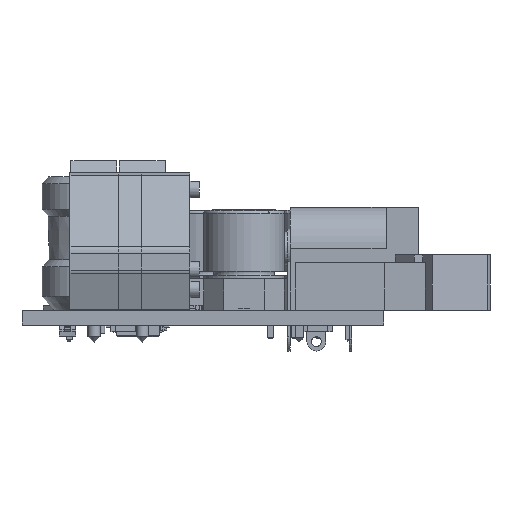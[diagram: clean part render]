
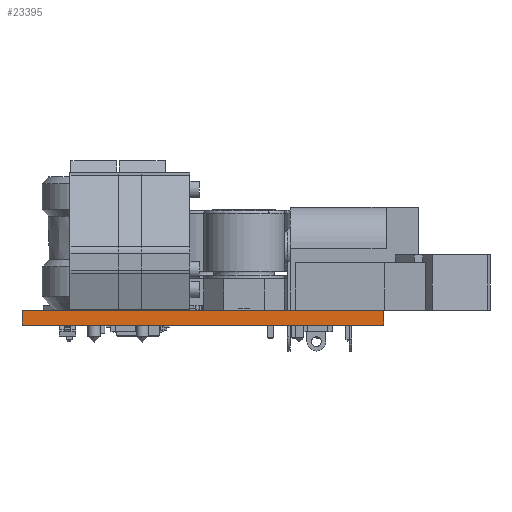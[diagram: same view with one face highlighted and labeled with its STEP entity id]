
A CAD part, left-side view. The second image highlights one B-rep face of the part: STEP entity #23395.
In plain terms, the highlighted planar face has unit normal (-1, 0, 0).
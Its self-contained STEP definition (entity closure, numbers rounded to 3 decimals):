
#560=PLANE('',#25141);
#1601=FACE_OUTER_BOUND('',#2869,.T.);
#2869=EDGE_LOOP('',(#15864,#15865,#15866,#15867));
#4426=LINE('',#33967,#7010);
#4434=LINE('',#33982,#7018);
#4435=LINE('',#33984,#7019);
#4436=LINE('',#33985,#7020);
#7010=VECTOR('',#27539,10.);
#7018=VECTOR('',#27551,10.);
#7019=VECTOR('',#27554,10.);
#7020=VECTOR('',#27555,10.);
#10342=VERTEX_POINT('',#33964);
#10343=VERTEX_POINT('',#33966);
#10347=VERTEX_POINT('',#33978);
#10348=VERTEX_POINT('',#33980);
#12521=EDGE_CURVE('',#10342,#10343,#4426,.T.);
#12529=EDGE_CURVE('',#10347,#10348,#4434,.T.);
#12530=EDGE_CURVE('',#10342,#10347,#4435,.T.);
#12531=EDGE_CURVE('',#10343,#10348,#4436,.T.);
#15864=ORIENTED_EDGE('',*,*,#12530,.T.);
#15865=ORIENTED_EDGE('',*,*,#12529,.T.);
#15866=ORIENTED_EDGE('',*,*,#12531,.F.);
#15867=ORIENTED_EDGE('',*,*,#12521,.F.);
#23395=ADVANCED_FACE('',(#1601),#560,.T.);
#25141=AXIS2_PLACEMENT_3D('',#33983,#27552,#27553);
#27539=DIRECTION('',(0.,0.,1.));
#27551=DIRECTION('',(0.,0.,1.));
#27552=DIRECTION('center_axis',(-1.,0.,0.));
#27553=DIRECTION('ref_axis',(0.,-1.,0.));
#27554=DIRECTION('',(0.,-1.,0.));
#27555=DIRECTION('',(0.,-1.,0.));
#33964=CARTESIAN_POINT('',(0.,38.1,0.));
#33966=CARTESIAN_POINT('',(0.,38.1,1.57));
#33967=CARTESIAN_POINT('',(0.,38.1,0.));
#33978=CARTESIAN_POINT('',(0.,0.,0.));
#33980=CARTESIAN_POINT('',(0.,0.,1.57));
#33982=CARTESIAN_POINT('',(0.,0.,0.));
#33983=CARTESIAN_POINT('Origin',(0.,38.1,0.));
#33984=CARTESIAN_POINT('',(0.,38.1,0.));
#33985=CARTESIAN_POINT('',(0.,38.1,1.57));
